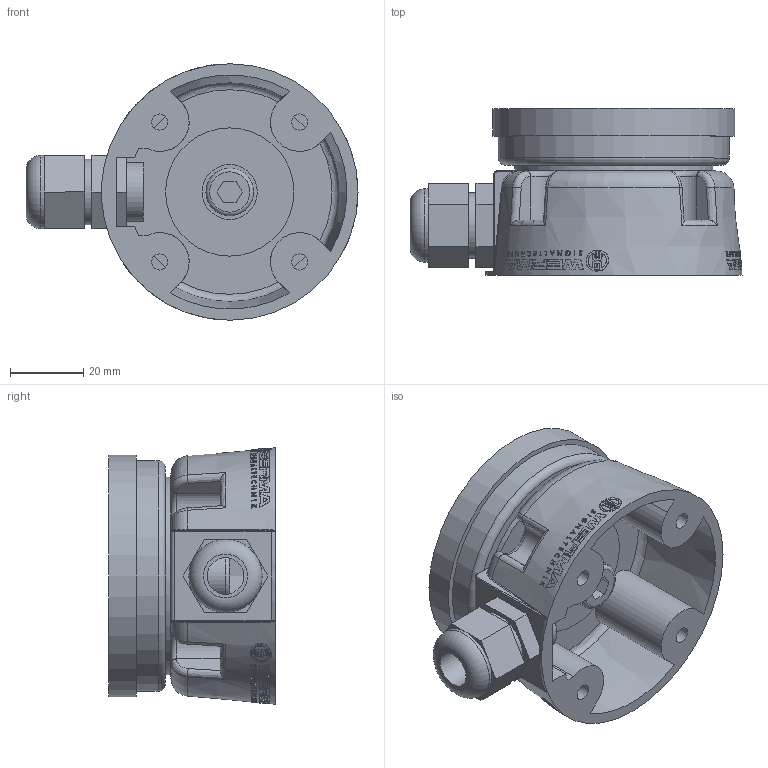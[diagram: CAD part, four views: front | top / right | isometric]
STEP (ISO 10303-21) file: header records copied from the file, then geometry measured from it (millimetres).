
FILE_DESCRIPTION(/* description */ ('Customer part'),/* implementation_level */ '2;1');
FILE_NAME(/* name */ '800000010433_PRT_000.step',/* time_stamp */ '2018-07-16T18:26:05+02:00',/* author */ ('IMPORT'),/* organization */ ('WERMA Signaltechnik GmbH+Co.KG'),/* preprocessor_version */ 'ST-DEVELOPER v17',/* originating_system */ 'Autodesk Inventor 2018',/* authorisation */ 'public');
FILE_SCHEMA (('AUTOMOTIVE_DESIGN { 1 0 10303 214 3 1 1 }'));
Length unit declared in the file: millimetre
Products named in the file (1): 800000010433
Bounding box: 90.6 x 45.5 x 70 mm (x, y, z)
Volume: 99982.4 mm3; surface area: 30233.2 mm2
Topology: 1 solids, 1 shells, 873 faces, 2337 edges, 1547 vertices
Faces by surface type: plane 597, cylinder 154, cone 77, bspline 24, torus 21
Full cylindrical faces by diameter (mm): 4.4 x4, 10 x1, 13 x1, 15 x1, 16 x1, 18 x1, 20 x1, 35 x1, 54 x1, 63 x1, 66 x1
Entity records: 31391 total; most frequent: CARTESIAN_POINT 9747, ORIENTED_EDGE 4670, DIRECTION 4421, EDGE_CURVE 2335, AXIS2_PLACEMENT_3D 1678, VERTEX_POINT 1547, LINE 1065, VECTOR 1065
